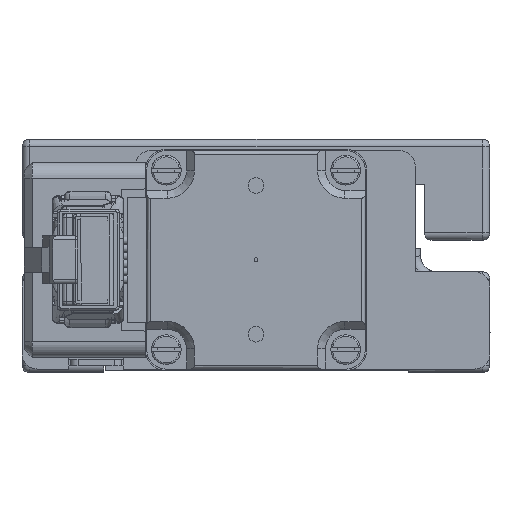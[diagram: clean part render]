
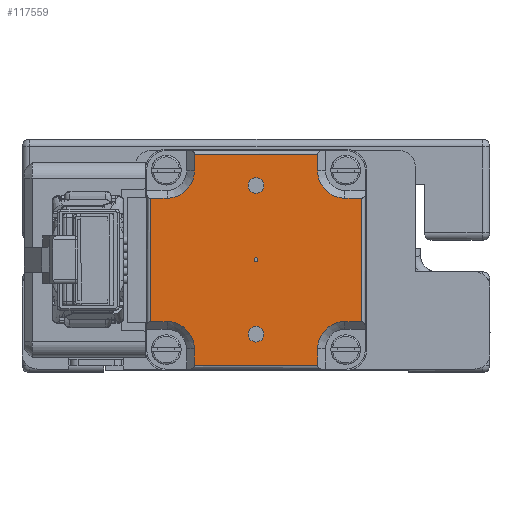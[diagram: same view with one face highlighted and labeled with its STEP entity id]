
A CAD part, front view. The second image highlights one B-rep face of the part: STEP entity #117559.
In plain terms, the highlighted face is planar.
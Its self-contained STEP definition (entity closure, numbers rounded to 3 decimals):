
#6754=PLANE('',#156461);
#19573=LINE('',#257730,#32456);
#19574=LINE('',#257732,#32457);
#19578=LINE('',#257740,#32461);
#19579=LINE('',#257744,#32462);
#19580=LINE('',#257746,#32463);
#19581=LINE('',#257748,#32464);
#19582=LINE('',#257752,#32465);
#19583=LINE('',#257754,#32466);
#19584=LINE('',#257756,#32467);
#19585=LINE('',#257760,#32468);
#19586=LINE('',#257762,#32469);
#19587=LINE('',#257764,#32470);
#32456=VECTOR('',#185142,1000.);
#32457=VECTOR('',#185145,1000.);
#32461=VECTOR('',#185151,1000.);
#32462=VECTOR('',#185154,1000.);
#32463=VECTOR('',#185155,1000.);
#32464=VECTOR('',#185156,1000.);
#32465=VECTOR('',#185159,1000.);
#32466=VECTOR('',#185160,1000.);
#32467=VECTOR('',#185161,1000.);
#32468=VECTOR('',#185164,1000.);
#32469=VECTOR('',#185165,1000.);
#32470=VECTOR('',#185166,1000.);
#66019=ORIENTED_EDGE('',*,*,#83025,.T.);
#66020=ORIENTED_EDGE('',*,*,#83024,.T.);
#66021=ORIENTED_EDGE('',*,*,#83023,.T.);
#66022=ORIENTED_EDGE('',*,*,#83029,.F.);
#66023=ORIENTED_EDGE('',*,*,#83034,.F.);
#66024=ORIENTED_EDGE('',*,*,#83035,.F.);
#66025=ORIENTED_EDGE('',*,*,#83036,.F.);
#66026=ORIENTED_EDGE('',*,*,#83037,.F.);
#66027=ORIENTED_EDGE('',*,*,#83038,.F.);
#66028=ORIENTED_EDGE('',*,*,#83039,.F.);
#66029=ORIENTED_EDGE('',*,*,#83040,.F.);
#66030=ORIENTED_EDGE('',*,*,#83041,.F.);
#66031=ORIENTED_EDGE('',*,*,#83042,.F.);
#66032=ORIENTED_EDGE('',*,*,#83043,.F.);
#66033=ORIENTED_EDGE('',*,*,#83044,.F.);
#66034=ORIENTED_EDGE('',*,*,#83045,.F.);
#66035=ORIENTED_EDGE('',*,*,#83046,.F.);
#66036=ORIENTED_EDGE('',*,*,#83047,.F.);
#66037=ORIENTED_EDGE('',*,*,#83030,.F.);
#83023=EDGE_CURVE('',#94311,#94311,#96606,.T.);
#83024=EDGE_CURVE('',#94312,#94312,#96607,.T.);
#83025=EDGE_CURVE('',#94313,#94313,#96608,.T.);
#83029=EDGE_CURVE('',#94317,#94314,#19573,.T.);
#83030=EDGE_CURVE('',#94314,#94318,#19574,.T.);
#83034=EDGE_CURVE('',#94321,#94317,#19578,.T.);
#83035=EDGE_CURVE('',#94322,#94321,#96609,.T.);
#83036=EDGE_CURVE('',#94323,#94322,#19579,.T.);
#83037=EDGE_CURVE('',#94324,#94323,#19580,.T.);
#83038=EDGE_CURVE('',#94325,#94324,#19581,.T.);
#83039=EDGE_CURVE('',#94326,#94325,#96610,.T.);
#83040=EDGE_CURVE('',#94327,#94326,#19582,.T.);
#83041=EDGE_CURVE('',#94328,#94327,#19583,.T.);
#83042=EDGE_CURVE('',#94329,#94328,#19584,.T.);
#83043=EDGE_CURVE('',#94330,#94329,#96611,.T.);
#83044=EDGE_CURVE('',#94331,#94330,#19585,.T.);
#83045=EDGE_CURVE('',#94332,#94331,#19586,.T.);
#83046=EDGE_CURVE('',#94333,#94332,#19587,.T.);
#83047=EDGE_CURVE('',#94318,#94333,#96612,.T.);
#94311=VERTEX_POINT('',#257715);
#94312=VERTEX_POINT('',#257718);
#94313=VERTEX_POINT('',#257721);
#94314=VERTEX_POINT('',#257724);
#94317=VERTEX_POINT('',#257729);
#94318=VERTEX_POINT('',#257733);
#94321=VERTEX_POINT('',#257741);
#94322=VERTEX_POINT('',#257743);
#94323=VERTEX_POINT('',#257745);
#94324=VERTEX_POINT('',#257747);
#94325=VERTEX_POINT('',#257749);
#94326=VERTEX_POINT('',#257751);
#94327=VERTEX_POINT('',#257753);
#94328=VERTEX_POINT('',#257755);
#94329=VERTEX_POINT('',#257757);
#94330=VERTEX_POINT('',#257759);
#94331=VERTEX_POINT('',#257761);
#94332=VERTEX_POINT('',#257763);
#94333=VERTEX_POINT('',#257765);
#96606=CIRCLE('',#156452,1.007);
#96607=CIRCLE('',#156454,1.007);
#96608=CIRCLE('',#156456,0.25);
#96609=CIRCLE('',#156462,3.5);
#96610=CIRCLE('',#156463,3.5);
#96611=CIRCLE('',#156464,3.5);
#96612=CIRCLE('',#156465,3.5);
#103441=EDGE_LOOP('',(#66019));
#103442=EDGE_LOOP('',(#66020));
#103443=EDGE_LOOP('',(#66021));
#103444=EDGE_LOOP('',(#66022,#66023,#66024,#66025,#66026,#66027,#66028,
#66029,#66030,#66031,#66032,#66033,#66034,#66035,#66036,#66037));
#110323=FACE_BOUND('',#103441,.T.);
#110324=FACE_BOUND('',#103442,.T.);
#110325=FACE_BOUND('',#103443,.T.);
#110326=FACE_BOUND('',#103444,.T.);
#117559=ADVANCED_FACE('',(#110323,#110324,#110325,#110326),#6754,.T.);
#156452=AXIS2_PLACEMENT_3D('',#257714,#185125,#185126);
#156454=AXIS2_PLACEMENT_3D('',#257717,#185129,#185130);
#156456=AXIS2_PLACEMENT_3D('',#257720,#185133,#185134);
#156461=AXIS2_PLACEMENT_3D('',#257739,#185149,#185150);
#156462=AXIS2_PLACEMENT_3D('',#257742,#185152,#185153);
#156463=AXIS2_PLACEMENT_3D('',#257750,#185157,#185158);
#156464=AXIS2_PLACEMENT_3D('',#257758,#185162,#185163);
#156465=AXIS2_PLACEMENT_3D('',#257766,#185167,#185168);
#185125=DIRECTION('',(0.,0.,1.));
#185126=DIRECTION('',(1.,0.,0.));
#185129=DIRECTION('',(0.,0.,1.));
#185130=DIRECTION('',(1.,0.,0.));
#185133=DIRECTION('',(0.,0.,1.));
#185134=DIRECTION('',(-1.,0.,0.));
#185142=DIRECTION('',(-1.,0.,0.));
#185145=DIRECTION('',(0.,-1.,0.));
#185149=DIRECTION('',(0.,0.,-1.));
#185150=DIRECTION('',(1.,0.,0.));
#185151=DIRECTION('',(0.,1.,0.));
#185152=DIRECTION('',(0.,0.,-1.));
#185153=DIRECTION('',(-1.,0.,0.));
#185154=DIRECTION('',(-1.,0.,0.));
#185155=DIRECTION('',(0.,1.,0.));
#185156=DIRECTION('',(1.,0.,0.));
#185157=DIRECTION('',(0.,0.,-1.));
#185158=DIRECTION('',(-1.,0.,0.));
#185159=DIRECTION('',(0.,1.,0.));
#185160=DIRECTION('',(1.,0.,0.));
#185161=DIRECTION('',(0.,-1.,0.));
#185162=DIRECTION('',(0.,0.,-1.));
#185163=DIRECTION('',(1.,0.,0.));
#185164=DIRECTION('',(1.,0.,0.));
#185165=DIRECTION('',(0.,-1.,0.));
#185166=DIRECTION('',(-1.,0.,0.));
#185167=DIRECTION('',(0.,0.,-1.));
#185168=DIRECTION('',(1.,0.,0.));
#257714=CARTESIAN_POINT('',(-9.525,0.,-26.));
#257715=CARTESIAN_POINT('',(-8.519,0.,-26.));
#257717=CARTESIAN_POINT('',(9.525,0.,-26.));
#257718=CARTESIAN_POINT('',(10.532,0.,-26.));
#257720=CARTESIAN_POINT('',(0.,0.,-26.));
#257721=CARTESIAN_POINT('',(-0.25,0.,-26.));
#257724=CARTESIAN_POINT('',(-7.9,13.5,-26.));
#257729=CARTESIAN_POINT('',(7.9,13.5,-26.));
#257730=CARTESIAN_POINT('',(7.9,13.5,-26.));
#257732=CARTESIAN_POINT('',(-7.9,13.5,-26.));
#257733=CARTESIAN_POINT('',(-7.9,11.4,-26.));
#257739=CARTESIAN_POINT('',(0.,0.,-26.));
#257740=CARTESIAN_POINT('',(7.9,11.4,-26.));
#257741=CARTESIAN_POINT('',(7.9,11.4,-26.));
#257742=CARTESIAN_POINT('',(11.4,11.4,-26.));
#257743=CARTESIAN_POINT('',(11.4,7.9,-26.));
#257744=CARTESIAN_POINT('',(13.5,7.9,-26.));
#257745=CARTESIAN_POINT('',(13.5,7.9,-26.));
#257746=CARTESIAN_POINT('',(13.5,-7.9,-26.));
#257747=CARTESIAN_POINT('',(13.5,-7.9,-26.));
#257748=CARTESIAN_POINT('',(11.4,-7.9,-26.));
#257749=CARTESIAN_POINT('',(11.4,-7.9,-26.));
#257750=CARTESIAN_POINT('',(11.4,-11.4,-26.));
#257751=CARTESIAN_POINT('',(7.9,-11.4,-26.));
#257752=CARTESIAN_POINT('',(7.9,-13.5,-26.));
#257753=CARTESIAN_POINT('',(7.9,-13.5,-26.));
#257754=CARTESIAN_POINT('',(-7.9,-13.5,-26.));
#257755=CARTESIAN_POINT('',(-7.9,-13.5,-26.));
#257756=CARTESIAN_POINT('',(-7.9,-11.4,-26.));
#257757=CARTESIAN_POINT('',(-7.9,-11.4,-26.));
#257758=CARTESIAN_POINT('',(-11.4,-11.4,-26.));
#257759=CARTESIAN_POINT('',(-11.4,-7.9,-26.));
#257760=CARTESIAN_POINT('',(-13.5,-7.9,-26.));
#257761=CARTESIAN_POINT('',(-13.5,-7.9,-26.));
#257762=CARTESIAN_POINT('',(-13.5,7.9,-26.));
#257763=CARTESIAN_POINT('',(-13.5,7.9,-26.));
#257764=CARTESIAN_POINT('',(-11.4,7.9,-26.));
#257765=CARTESIAN_POINT('',(-11.4,7.9,-26.));
#257766=CARTESIAN_POINT('',(-11.4,11.4,-26.));
